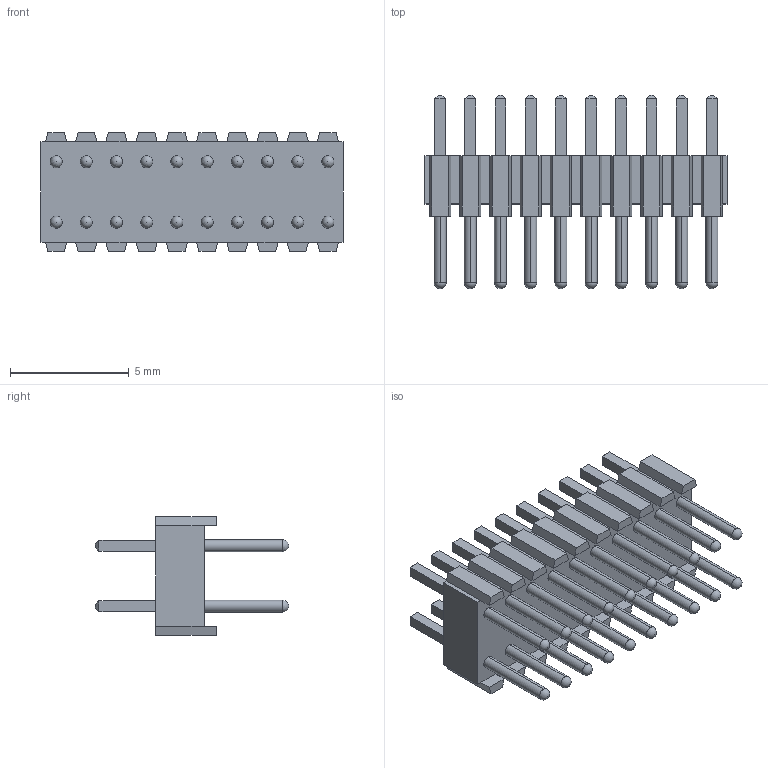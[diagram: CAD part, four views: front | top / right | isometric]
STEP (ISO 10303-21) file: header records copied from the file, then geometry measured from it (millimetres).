
FILE_DESCRIPTION (( 'STEP AP214' ), '1' );
FILE_NAME ('Samtec-DEFAULT.step', '2010-01-13T22:20:37', ( 'SysAdmin' ), ( 'SolidWorks' ), 'SwSTEP 2.0', 'SolidWorks 2010', '' );
FILE_SCHEMA (( 'AUTOMOTIVE_DESIGN' ));
Length unit declared in the file: inch
Products named in the file (1): Samtec-DEFAULT
Bounding box: 12.7 x 8.13 x 4.98 mm (x, y, z)
Volume: 148.4 mm3; surface area: 433.9 mm2
Topology: 1 solids, 1 shells, 366 faces, 912 edges, 568 vertices
Faces by surface type: plane 306, cylinder 40, sphere 20
Entity records: 11794 total; most frequent: CARTESIAN_POINT 1747, ORIENTED_EDGE 1704, DIRECTION 1666, EDGE_CURVE 852, VECTOR 772, LINE 772, VERTEX_POINT 528, AXIS2_PLACEMENT_3D 447
